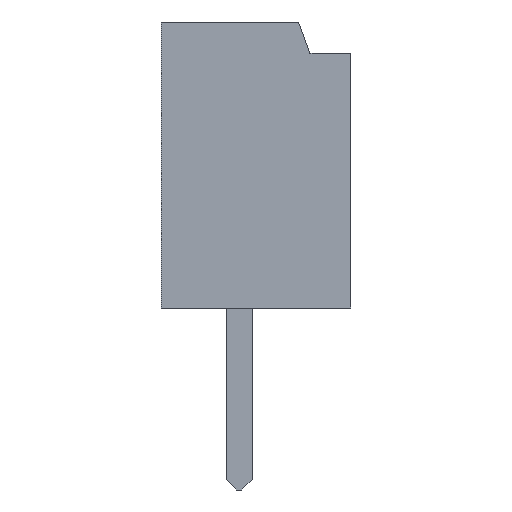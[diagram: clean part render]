
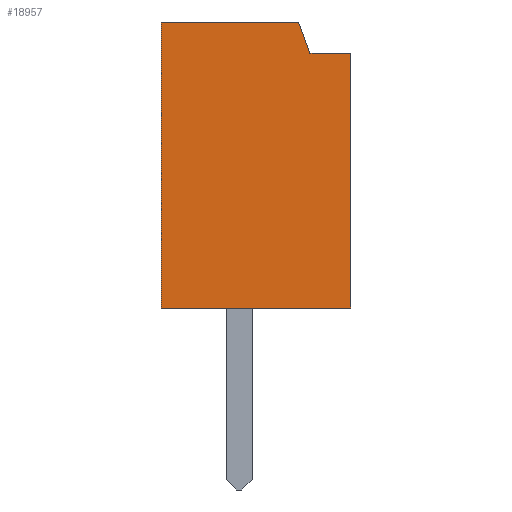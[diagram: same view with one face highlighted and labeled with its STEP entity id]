
A CAD part, left-side view. The second image highlights one B-rep face of the part: STEP entity #18957.
In plain terms, the highlighted planar face has unit normal (-1, 0, 0).
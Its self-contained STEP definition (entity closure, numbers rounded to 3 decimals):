
#140 = AXIS2_PLACEMENT_3D ( 'NONE', #172, #9025, #16028 ) ;
#172 = CARTESIAN_POINT ( 'NONE',  ( -9., 1.5, 5.5 ) ) ;
#575 = EDGE_CURVE ( 'NONE', #10323, #2404, #6129, .T. ) ;
#1970 = LINE ( 'NONE', #11029, #13062 ) ;
#2393 = EDGE_LOOP ( 'NONE', ( #8948, #10692, #14373, #7671, #21271, #11608 ) ) ;
#2404 = VERTEX_POINT ( 'NONE', #10015 ) ;
#2449 = CARTESIAN_POINT ( 'NONE',  ( -9., -2.15, 4.9 ) ) ;
#2702 = LINE ( 'NONE', #2449, #13944 ) ;
#2885 = VERTEX_POINT ( 'NONE', #11272 ) ;
#3119 = EDGE_CURVE ( 'NONE', #2885, #2404, #1970, .T. ) ;
#3179 = VERTEX_POINT ( 'NONE', #20742 ) ;
#3226 = CARTESIAN_POINT ( 'NONE',  ( -9., 1.5, 5.5 ) ) ;
#3350 = LINE ( 'NONE', #3226, #21756 ) ;
#3682 = VERTEX_POINT ( 'NONE', #17070 ) ;
#4888 = CARTESIAN_POINT ( 'NONE',  ( -9., -2.15, 5.5 ) ) ;
#5169 = CARTESIAN_POINT ( 'NONE',  ( -9., -2.15, 4.9 ) ) ;
#5617 = DIRECTION ( 'NONE',  ( 0., 0.342, 0.94 ) ) ;
#6129 = LINE ( 'NONE', #4888, #16876 ) ;
#6299 = DIRECTION ( 'NONE',  ( 0., -1., 0. ) ) ;
#6742 = VERTEX_POINT ( 'NONE', #20950 ) ;
#7508 = DIRECTION ( 'NONE',  ( 0., 0., -1. ) ) ;
#7671 = ORIENTED_EDGE ( 'NONE', *, *, #18284, .T. ) ;
#7819 = VECTOR ( 'NONE', #7508, 1000. ) ;
#8918 = PLANE ( 'NONE',  #140 ) ;
#8948 = ORIENTED_EDGE ( 'NONE', *, *, #21990, .T. ) ;
#9025 = DIRECTION ( 'NONE',  ( 1., 0., 0. ) ) ;
#9710 = DIRECTION ( 'NONE',  ( 0., 1., 0. ) ) ;
#10015 = CARTESIAN_POINT ( 'NONE',  ( -9., -2.15, 0. ) ) ;
#10323 = VERTEX_POINT ( 'NONE', #5169 ) ;
#10692 = ORIENTED_EDGE ( 'NONE', *, *, #20545, .T. ) ;
#11029 = CARTESIAN_POINT ( 'NONE',  ( -9., 1.5, 0. ) ) ;
#11272 = CARTESIAN_POINT ( 'NONE',  ( -9., 1.5, 0. ) ) ;
#11608 = ORIENTED_EDGE ( 'NONE', *, *, #575, .F. ) ;
#12465 = FACE_OUTER_BOUND ( 'NONE', #2393, .T. ) ;
#13062 = VECTOR ( 'NONE', #6299, 1000. ) ;
#13944 = VECTOR ( 'NONE', #9710, 1000. ) ;
#14330 = LINE ( 'NONE', #16395, #22159 ) ;
#14373 = ORIENTED_EDGE ( 'NONE', *, *, #18519, .F. ) ;
#14726 = LINE ( 'NONE', #21721, #7819 ) ;
#15886 = DIRECTION ( 'NONE',  ( 0., -1., 0. ) ) ;
#16028 = DIRECTION ( 'NONE',  ( 0., 0., -1. ) ) ;
#16395 = CARTESIAN_POINT ( 'NONE',  ( -9., -1.362, 4.9 ) ) ;
#16876 = VECTOR ( 'NONE', #20266, 1000. ) ;
#17070 = CARTESIAN_POINT ( 'NONE',  ( -9., -1.144, 5.5 ) ) ;
#18284 = EDGE_CURVE ( 'NONE', #6742, #2885, #14726, .T. ) ;
#18519 = EDGE_CURVE ( 'NONE', #6742, #3682, #3350, .T. ) ;
#18957 = ADVANCED_FACE ( 'NONE', ( #12465 ), #8918, .F. ) ;
#20266 = DIRECTION ( 'NONE',  ( 0., 0., -1. ) ) ;
#20545 = EDGE_CURVE ( 'NONE', #3179, #3682, #14330, .T. ) ;
#20742 = CARTESIAN_POINT ( 'NONE',  ( -9., -1.362, 4.9 ) ) ;
#20950 = CARTESIAN_POINT ( 'NONE',  ( -9., 1.5, 5.5 ) ) ;
#21271 = ORIENTED_EDGE ( 'NONE', *, *, #3119, .T. ) ;
#21721 = CARTESIAN_POINT ( 'NONE',  ( -9., 1.5, 5.5 ) ) ;
#21756 = VECTOR ( 'NONE', #15886, 1000. ) ;
#21990 = EDGE_CURVE ( 'NONE', #10323, #3179, #2702, .T. ) ;
#22159 = VECTOR ( 'NONE', #5617, 1000. ) ;
